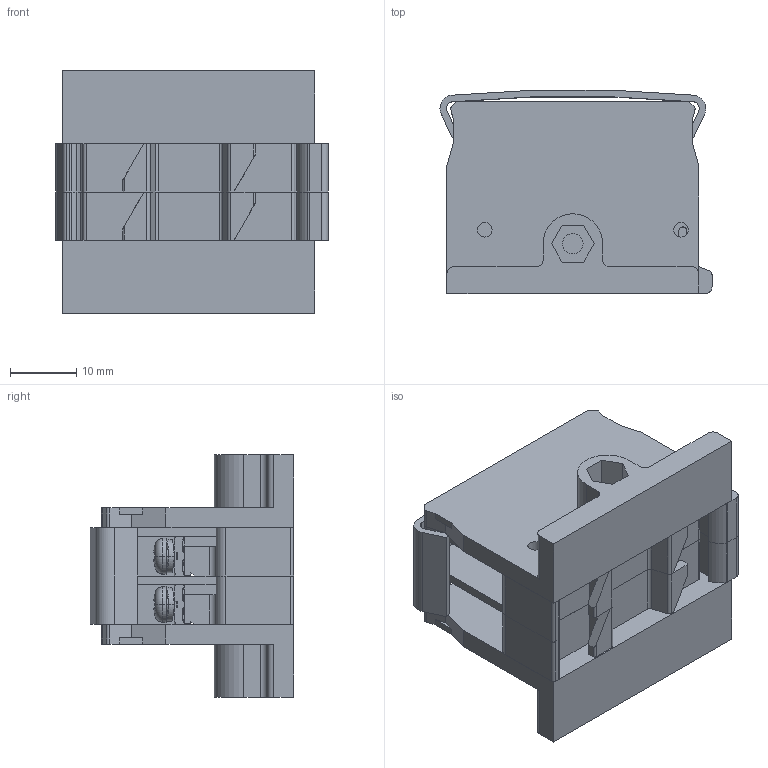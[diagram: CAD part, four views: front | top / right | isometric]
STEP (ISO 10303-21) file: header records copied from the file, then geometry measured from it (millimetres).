
FILE_DESCRIPTION((''),'2;1');
FILE_NAME('ASM0001_ASM','2024-06-24T',('dell'),(''),'PRO/ENGINEER BY PARAMETRIC TECHNOLOGY CORPORATION, 2013230','PRO/ENGINEER BY PARAMETRIC TECHNOLOGY CORPORATION, 2013230','');
FILE_SCHEMA(('AUTOMOTIVE_DESIGN { 1 0 10303 214 1 1 1 1 }'));
Products named in the file (10): MANIFOLD_SOLID_BREP_368_1; MANIFOLD_SOLID_BREP_736_1; MANIFOLD_SOLID_BREP_2727_1; MANIFOLD_SOLID_BREP_4718_1; ASM0006_ASM_1_ASM_1_ASM; PRT0001_1; PRT0002_1; UTD-10_32F_1; ASM0002_ASM; ASM0001_ASM
Assembly tree (9 placements, depth 4):
  ASM0001_ASM
    ASM0002_ASM
      ASM0006_ASM_1_ASM_1_ASM
        MANIFOLD_SOLID_BREP_368_1
        MANIFOLD_SOLID_BREP_736_1
        MANIFOLD_SOLID_BREP_2727_1
        MANIFOLD_SOLID_BREP_4718_1
      PRT0001_1
      PRT0002_1
      UTD-10_32F_1
Bounding box: 41.05 x 30.66 x 36.6 mm (x, y, z)
Volume: 10296.3 mm3; surface area: 17993.8 mm2
Topology: 7 solids, 13 shells, 1433 faces, 4272 edges, 2756 vertices
Faces by surface type: cylinder 500, plane 493, bspline 164, torus 148, sphere 64, cone 64
Entity records: 86169 total; most frequent: CARTESIAN_POINT 28018, ORIENTED_EDGE 8300, DIRECTION 7504, PRESENTATION_STYLE_ASSIGNMENT 5004, STYLED_ITEM 5004, EDGE_CURVE 4188, CURVE_STYLE 3720, AXIS2_PLACEMENT_3D 2776
